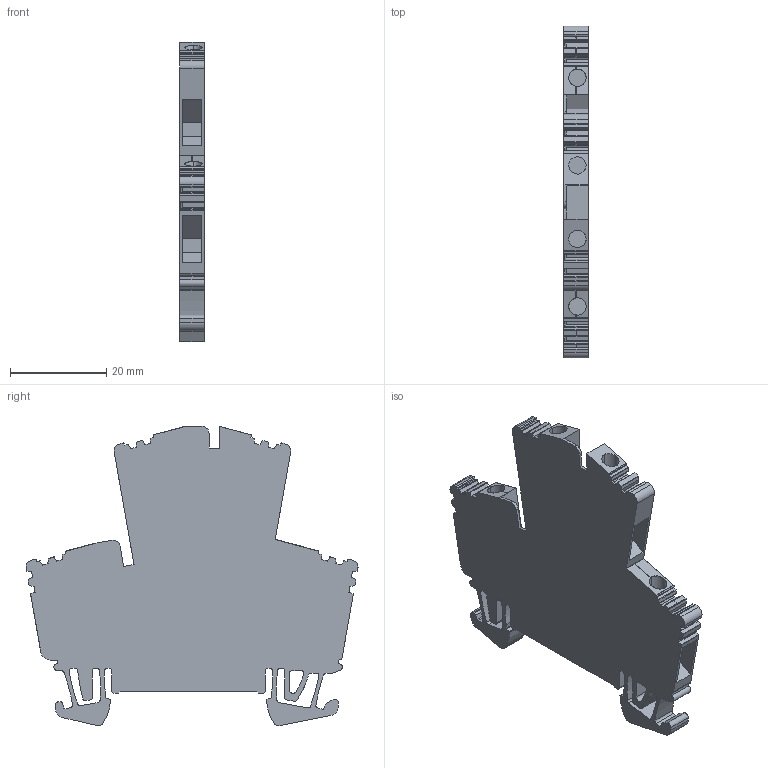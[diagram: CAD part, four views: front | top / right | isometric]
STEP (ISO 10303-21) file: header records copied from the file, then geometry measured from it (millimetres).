
FILE_DESCRIPTION(('CATIA V5 STEP Exchange','CAx-IF Rec.Pracs.--- Model Styling and Organization---1.4--- 2014-01-23'),'2;1');
FILE_NAME ('D1447362_1', '2021-12-08T07:51:22+00:00', ('none'), ('Weidmueller'), 'CATIA Version 5-6 Release 2016 SP3 HF44', 'CATIA V5 STEP AP214', 'none');
FILE_SCHEMA(('AUTOMOTIVE_DESIGN { 1 0 10303 214 1 1 1 1 }'));
Length unit declared in the file: millimetre
Products named in the file (1): 1036400000
Bounding box: 5.1 x 69.07 x 62.25 mm (x, y, z)
Volume: 11928.7 mm3; surface area: 8743.3 mm2
Topology: 13 solids, 13 shells, 471 faces, 1295 edges, 862 vertices
Faces by surface type: plane 342, cylinder 117, extrusion 12
Entity records: 15605 total; most frequent: CARTESIAN_POINT 3468, ORIENTED_EDGE 2590, DIRECTION 2029, EDGE_CURVE 1295, VECTOR 1041, LINE 1029, VERTEX_POINT 862, AXIS2_PLACEMENT_3D 590
